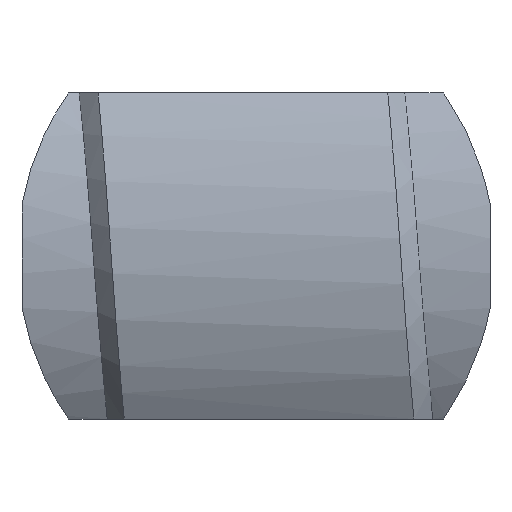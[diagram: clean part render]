
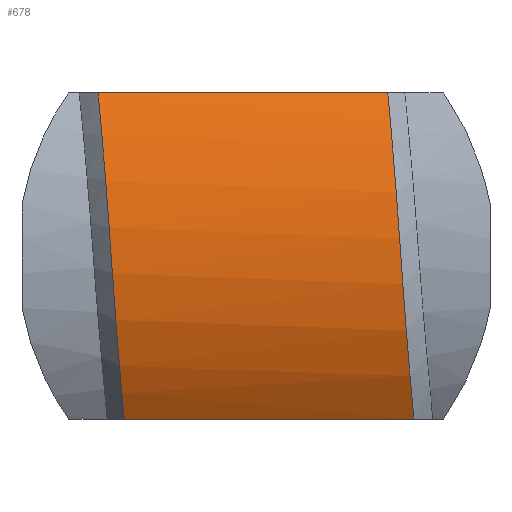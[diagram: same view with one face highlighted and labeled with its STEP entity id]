
A CAD part, top view. The second image highlights one B-rep face of the part: STEP entity #678.
In plain terms, the highlighted cylindrical face has radius 8.438 mm (diameter 16.875 mm), a partial arc.
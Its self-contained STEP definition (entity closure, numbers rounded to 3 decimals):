
#678 = ADVANCED_FACE( '', ( #776 ), #777, .T. );
#776 = FACE_OUTER_BOUND( '', #831, .T. );
#777 = CYLINDRICAL_SURFACE( '', #832, 8.437 );
#810 = EDGE_CURVE( '', #885, #883, #886, .T. );
#824 = EDGE_CURVE( '', #905, #903, #906, .T. );
#831 = EDGE_LOOP( '', ( #914, #915, #916, #917 ) );
#832 = AXIS2_PLACEMENT_3D( '', #918, #919, #920 );
#883 = VERTEX_POINT( '', #1032 );
#885 = VERTEX_POINT( '', #1037 );
#886 = ( BOUNDED_CURVE(  )B_SPLINE_CURVE( 2, ( #1040, #1041, #1042, #1043, #1044 ), .UNSPECIFIED., .F., .F. )B_SPLINE_CURVE_WITH_KNOTS( ( 3, 2, 3 ), ( 0.003, 0.008, 0.012 ), .UNSPECIFIED. )CURVE(  )GEOMETRIC_REPRESENTATION_ITEM(  )RATIONAL_B_SPLINE_CURVE( ( 0.934, 0.927, 1., 0.927, 0.934 ) )REPRESENTATION_ITEM( '' ) );
#903 = VERTEX_POINT( '', #1101 );
#905 = VERTEX_POINT( '', #1106 );
#906 = ( BOUNDED_CURVE(  )B_SPLINE_CURVE( 2, ( #1109, #1110, #1111, #1112, #1113 ), .UNSPECIFIED., .F., .F. )B_SPLINE_CURVE_WITH_KNOTS( ( 3, 2, 3 ), ( 0.003, 0.008, 0.012 ), .UNSPECIFIED. )CURVE(  )GEOMETRIC_REPRESENTATION_ITEM(  )RATIONAL_B_SPLINE_CURVE( ( 0.934, 0.927, 1., 0.927, 0.934 ) )REPRESENTATION_ITEM( '' ) );
#914 = ORIENTED_EDGE( '', *, *, #1140, .T. );
#915 = ORIENTED_EDGE( '', *, *, #824, .T. );
#916 = ORIENTED_EDGE( '', *, *, #1141, .F. );
#917 = ORIENTED_EDGE( '', *, *, #810, .T. );
#918 = CARTESIAN_POINT( '', ( 16.43, 0., 0. ) );
#919 = DIRECTION( '', ( 1., 0., 0. ) );
#920 = DIRECTION( '', ( 0., 0., 1. ) );
#1032 = CARTESIAN_POINT( '', ( 3.677, 4.55, 7.106 ) );
#1037 = CARTESIAN_POINT( '', ( 4.405, -4.55, 7.106 ) );
#1040 = CARTESIAN_POINT( '', ( 4.405, -4.55, 7.106 ) );
#1041 = CARTESIAN_POINT( '', ( 4.21, -2.47, 8.438 ) );
#1042 = CARTESIAN_POINT( '', ( 4.041, 0., 8.438 ) );
#1043 = CARTESIAN_POINT( '', ( 3.872, 2.47, 8.438 ) );
#1044 = CARTESIAN_POINT( '', ( 3.677, 4.55, 7.106 ) );
#1101 = CARTESIAN_POINT( '', ( -3.677, -4.55, 7.106 ) );
#1106 = CARTESIAN_POINT( '', ( -4.405, 4.55, 7.106 ) );
#1109 = CARTESIAN_POINT( '', ( -4.405, 4.55, 7.106 ) );
#1110 = CARTESIAN_POINT( '', ( -4.21, 2.47, 8.438 ) );
#1111 = CARTESIAN_POINT( '', ( -4.041, 0., 8.438 ) );
#1112 = CARTESIAN_POINT( '', ( -3.872, -2.47, 8.438 ) );
#1113 = CARTESIAN_POINT( '', ( -3.677, -4.55, 7.106 ) );
#1140 = EDGE_CURVE( '', #883, #905, #1184, .T. );
#1141 = EDGE_CURVE( '', #885, #903, #1185, .T. );
#1184 = LINE( '', #1186, #1187 );
#1185 = LINE( '', #1188, #1189 );
#1186 = CARTESIAN_POINT( '', ( 16.43, 4.55, 7.106 ) );
#1187 = VECTOR( '', #1190, 1000. );
#1188 = CARTESIAN_POINT( '', ( 16.43, -4.55, 7.106 ) );
#1189 = VECTOR( '', #1191, 1000. );
#1190 = DIRECTION( '', ( -1., 0., 0. ) );
#1191 = DIRECTION( '', ( -1., 0., 0. ) );
